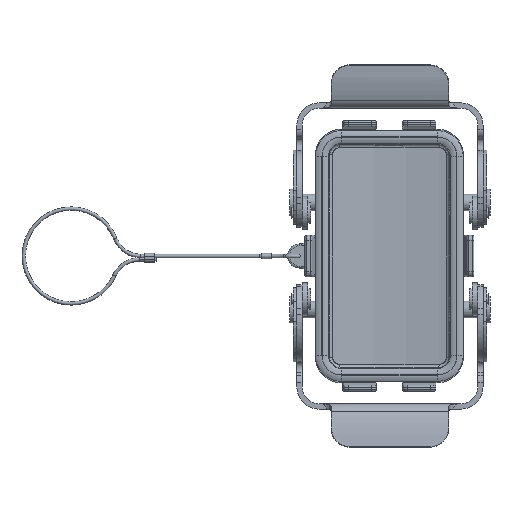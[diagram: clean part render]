
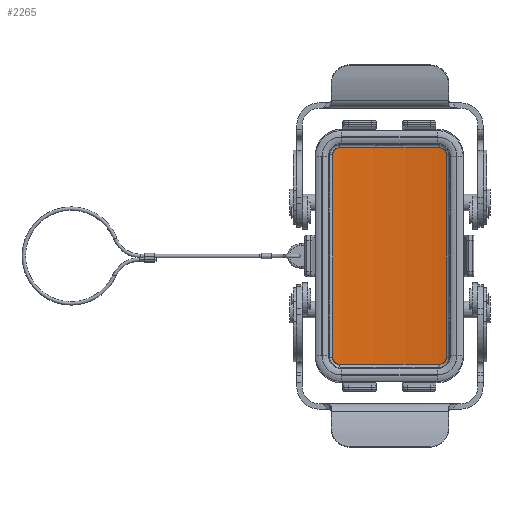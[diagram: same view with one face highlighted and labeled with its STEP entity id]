
A CAD part, front view. The second image highlights one B-rep face of the part: STEP entity #2265.
In plain terms, the highlighted cylindrical face has radius 98.25 mm (diameter 196.5 mm), a partial arc.
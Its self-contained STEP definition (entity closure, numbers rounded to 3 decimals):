
#655=B_SPLINE_CURVE_WITH_KNOTS('',3,(#23540,#23541,#23542,#23543,#23544,
#23545,#23546,#23547,#23548,#23549,#23550,#23551,#23552,#23553,#23554,#23555),
 .UNSPECIFIED.,.F.,.F.,(4,3,3,3,3,4),(0.,0.211,0.423,
0.64,0.848,1.),.UNSPECIFIED.);
#656=B_SPLINE_CURVE_WITH_KNOTS('',3,(#23559,#23560,#23561,#23562,#23563,
#23564,#23565,#23566,#23567,#23568,#23569,#23570,#23571,#23572,#23573,#23574),
 .UNSPECIFIED.,.F.,.F.,(4,3,3,3,3,4),(0.,0.22,0.44,
0.661,0.868,1.),.UNSPECIFIED.);
#657=B_SPLINE_CURVE_WITH_KNOTS('',3,(#23578,#23579,#23580,#23581,#23582,
#23583,#23584,#23585,#23586,#23587,#23588,#23589,#23590,#23591,#23592,#23593),
 .UNSPECIFIED.,.F.,.F.,(4,3,3,3,3,4),(0.,0.211,0.423,
0.64,0.85,1.),.UNSPECIFIED.);
#658=B_SPLINE_CURVE_WITH_KNOTS('',3,(#23597,#23598,#23599,#23600,#23601,
#23602,#23603,#23604,#23605,#23606,#23607,#23608,#23609,#23610,#23611,#23612),
 .UNSPECIFIED.,.F.,.F.,(4,3,3,3,3,4),(0.,0.22,0.44,
0.661,0.869,1.),.UNSPECIFIED.);
#848=CYLINDRICAL_SURFACE('',#15189,98.25);
#1384=FACE_OUTER_BOUND('',#3559,.T.);
#2004=ELLIPSE('',#15187,98.265,98.25);
#2005=ELLIPSE('',#15188,98.265,98.25);
#2265=ADVANCED_FACE('',(#1384),#848,.F.);
#3559=EDGE_LOOP('',(#7461,#7462,#7463,#7464,#7465,#7466,#7467,#7468));
#4688=LINE('',#23537,#5636);
#4689=LINE('',#23576,#5637);
#5636=VECTOR('',#17867,1.);
#5637=VECTOR('',#17870,1.);
#7461=ORIENTED_EDGE('',*,*,#12484,.T.);
#7462=ORIENTED_EDGE('',*,*,#12485,.T.);
#7463=ORIENTED_EDGE('',*,*,#12486,.T.);
#7464=ORIENTED_EDGE('',*,*,#12487,.T.);
#7465=ORIENTED_EDGE('',*,*,#12488,.T.);
#7466=ORIENTED_EDGE('',*,*,#12489,.T.);
#7467=ORIENTED_EDGE('',*,*,#12490,.T.);
#7468=ORIENTED_EDGE('',*,*,#12491,.T.);
#10905=VERTEX_POINT('',#23538);
#10906=VERTEX_POINT('',#23539);
#10907=VERTEX_POINT('',#23556);
#10908=VERTEX_POINT('',#23558);
#10909=VERTEX_POINT('',#23575);
#10910=VERTEX_POINT('',#23577);
#10911=VERTEX_POINT('',#23594);
#10912=VERTEX_POINT('',#23596);
#12484=EDGE_CURVE('',#10905,#10906,#4688,.T.);
#12485=EDGE_CURVE('',#10906,#10907,#655,.T.);
#12486=EDGE_CURVE('',#10907,#10908,#2004,.T.);
#12487=EDGE_CURVE('',#10908,#10909,#656,.T.);
#12488=EDGE_CURVE('',#10909,#10910,#4689,.T.);
#12489=EDGE_CURVE('',#10910,#10911,#657,.T.);
#12490=EDGE_CURVE('',#10911,#10912,#2005,.T.);
#12491=EDGE_CURVE('',#10912,#10905,#658,.T.);
#15187=AXIS2_PLACEMENT_3D('',#23557,#17868,#17869);
#15188=AXIS2_PLACEMENT_3D('',#23595,#17871,#17872);
#15189=AXIS2_PLACEMENT_3D('',#23613,#17873,#17874);
#17867=DIRECTION('',(0.,0.,1.));
#17868=DIRECTION('',(0.,0.017,1.));
#17869=DIRECTION('',(0.,-1.,0.017));
#17870=DIRECTION('',(0.,0.,-1.));
#17871=DIRECTION('',(0.,0.017,-1.));
#17872=DIRECTION('',(0.,1.,0.017));
#17873=DIRECTION('',(0.,0.,1.));
#17874=DIRECTION('',(1.,0.,0.));
#23537=CARTESIAN_POINT('',(16.49,13.356,-45.5));
#23538=CARTESIAN_POINT('',(16.49,13.356,-29.35));
#23539=CARTESIAN_POINT('',(16.49,13.356,29.35));
#23540=CARTESIAN_POINT('',(16.49,13.356,29.35));
#23541=CARTESIAN_POINT('',(16.49,13.356,29.581));
#23542=CARTESIAN_POINT('',(16.448,13.363,29.814));
#23543=CARTESIAN_POINT('',(16.371,13.376,30.03));
#23544=CARTESIAN_POINT('',(16.295,13.389,30.247));
#23545=CARTESIAN_POINT('',(16.181,13.409,30.454));
#23546=CARTESIAN_POINT('',(16.039,13.432,30.633));
#23547=CARTESIAN_POINT('',(15.892,13.456,30.817));
#23548=CARTESIAN_POINT('',(15.711,13.486,30.976));
#23549=CARTESIAN_POINT('',(15.511,13.518,31.099));
#23550=CARTESIAN_POINT('',(15.319,13.549,31.216));
#23551=CARTESIAN_POINT('',(15.105,13.582,31.305));
#23552=CARTESIAN_POINT('',(14.887,13.616,31.358));
#23553=CARTESIAN_POINT('',(14.727,13.64,31.396));
#23554=CARTESIAN_POINT('',(14.561,13.665,31.417));
#23555=CARTESIAN_POINT('',(14.397,13.689,31.416));
#23556=CARTESIAN_POINT('',(14.397,13.689,31.416));
#23557=CARTESIAN_POINT('',(0.,-83.5,33.096));
#23558=CARTESIAN_POINT('',(-14.397,13.689,31.416));
#23559=CARTESIAN_POINT('',(-14.397,13.689,31.416));
#23560=CARTESIAN_POINT('',(-14.634,13.654,31.417));
#23561=CARTESIAN_POINT('',(-14.875,13.618,31.375));
#23562=CARTESIAN_POINT('',(-15.099,13.583,31.296));
#23563=CARTESIAN_POINT('',(-15.322,13.548,31.217));
#23564=CARTESIAN_POINT('',(-15.535,13.514,31.1));
#23565=CARTESIAN_POINT('',(-15.721,13.484,30.952));
#23566=CARTESIAN_POINT('',(-15.907,13.454,30.803));
#23567=CARTESIAN_POINT('',(-16.069,13.427,30.616));
#23568=CARTESIAN_POINT('',(-16.191,13.407,30.411));
#23569=CARTESIAN_POINT('',(-16.307,13.387,30.218));
#23570=CARTESIAN_POINT('',(-16.392,13.373,30.003));
#23571=CARTESIAN_POINT('',(-16.442,13.365,29.783));
#23572=CARTESIAN_POINT('',(-16.473,13.359,29.641));
#23573=CARTESIAN_POINT('',(-16.49,13.356,29.496));
#23574=CARTESIAN_POINT('',(-16.49,13.356,29.35));
#23575=CARTESIAN_POINT('',(-16.49,13.356,29.35));
#23576=CARTESIAN_POINT('',(-16.49,13.356,-45.5));
#23577=CARTESIAN_POINT('',(-16.49,13.356,-29.35));
#23578=CARTESIAN_POINT('',(-16.49,13.356,-29.35));
#23579=CARTESIAN_POINT('',(-16.49,13.356,-29.581));
#23580=CARTESIAN_POINT('',(-16.448,13.363,-29.814));
#23581=CARTESIAN_POINT('',(-16.371,13.376,-30.03));
#23582=CARTESIAN_POINT('',(-16.295,13.389,-30.247));
#23583=CARTESIAN_POINT('',(-16.181,13.409,-30.454));
#23584=CARTESIAN_POINT('',(-16.038,13.432,-30.634));
#23585=CARTESIAN_POINT('',(-15.892,13.456,-30.817));
#23586=CARTESIAN_POINT('',(-15.711,13.486,-30.977));
#23587=CARTESIAN_POINT('',(-15.512,13.518,-31.099));
#23588=CARTESIAN_POINT('',(-15.318,13.549,-31.218));
#23589=CARTESIAN_POINT('',(-15.104,13.582,-31.307));
#23590=CARTESIAN_POINT('',(-14.883,13.616,-31.359));
#23591=CARTESIAN_POINT('',(-14.724,13.641,-31.397));
#23592=CARTESIAN_POINT('',(-14.56,13.665,-31.417));
#23593=CARTESIAN_POINT('',(-14.397,13.689,-31.416));
#23594=CARTESIAN_POINT('',(-14.397,13.689,-31.416));
#23595=CARTESIAN_POINT('',(0.,-83.5,-33.096));
#23596=CARTESIAN_POINT('',(14.397,13.689,-31.416));
#23597=CARTESIAN_POINT('',(14.397,13.689,-31.416));
#23598=CARTESIAN_POINT('',(14.634,13.654,-31.417));
#23599=CARTESIAN_POINT('',(14.875,13.618,-31.375));
#23600=CARTESIAN_POINT('',(15.099,13.583,-31.296));
#23601=CARTESIAN_POINT('',(15.322,13.548,-31.217));
#23602=CARTESIAN_POINT('',(15.536,13.514,-31.1));
#23603=CARTESIAN_POINT('',(15.721,13.484,-30.952));
#23604=CARTESIAN_POINT('',(15.907,13.454,-30.803));
#23605=CARTESIAN_POINT('',(16.069,13.427,-30.617));
#23606=CARTESIAN_POINT('',(16.192,13.407,-30.412));
#23607=CARTESIAN_POINT('',(16.308,13.387,-30.218));
#23608=CARTESIAN_POINT('',(16.395,13.373,-30.001));
#23609=CARTESIAN_POINT('',(16.443,13.364,-29.78));
#23610=CARTESIAN_POINT('',(16.474,13.359,-29.639));
#23611=CARTESIAN_POINT('',(16.49,13.356,-29.494));
#23612=CARTESIAN_POINT('',(16.49,13.356,-29.35));
#23613=CARTESIAN_POINT('',(0.,-83.5,-45.5));
